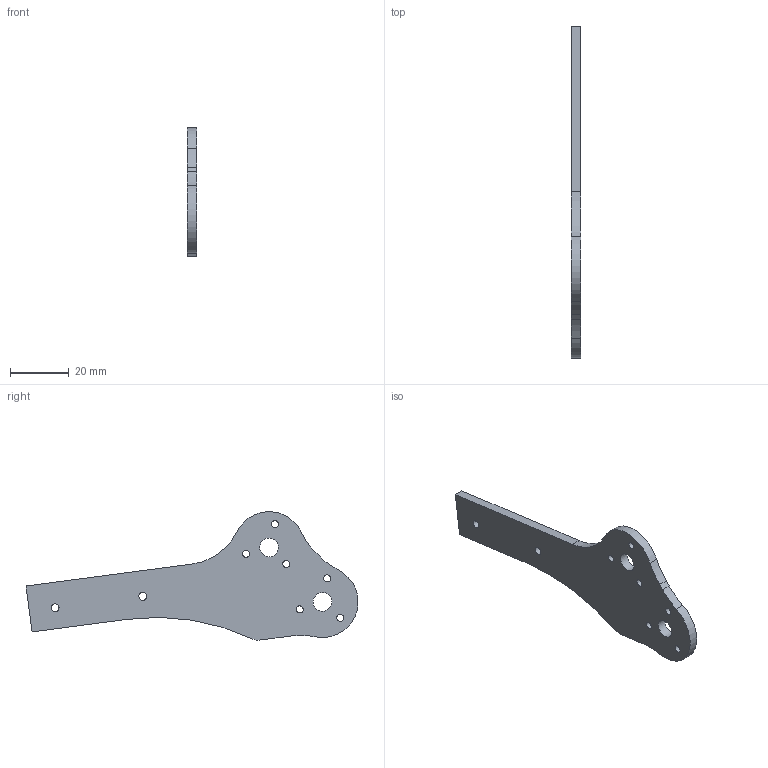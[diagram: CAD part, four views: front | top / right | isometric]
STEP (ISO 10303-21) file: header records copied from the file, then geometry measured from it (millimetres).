
FILE_DESCRIPTION(/* description */ ('STEP AP214'),/* implementation_level */ '2;1');
FILE_NAME(/* name */ '62525e20ecdeb77adb8bbcd0',/* time_stamp */ '2022-04-10T04:33:36+00:00',/* author */ (''),/* organization */ (''),/* preprocessor_version */ 'ST-DEVELOPER v18.101',/* originating_system */ ' ',/* authorisation */ ' ');
FILE_SCHEMA (('AUTOMOTIVE_DESIGN {1 0 10303 214 3 1 1}'));
Length unit declared in the file: metre
Products named in the file (1): tail5
Bounding box: 3.17 x 112.79 x 43.64 mm (x, y, z)
Volume: 7982.1 mm3; surface area: 6210 mm2
Topology: 1 solids, 1 shells, 25 faces, 75 edges, 52 vertices
Faces by surface type: cylinder 18, plane 7
Full cylindrical faces by diameter (mm): 2.381 x6, 2.705 x2, 6.35 x2
Entity records: 839 total; most frequent: DIRECTION 147, CARTESIAN_POINT 131, ORIENTED_EDGE 118, AXIS2_PLACEMENT_3D 62, EDGE_CURVE 59, EDGE_LOOP 55, FACE_BOUND 55, VERTEX_POINT 46
